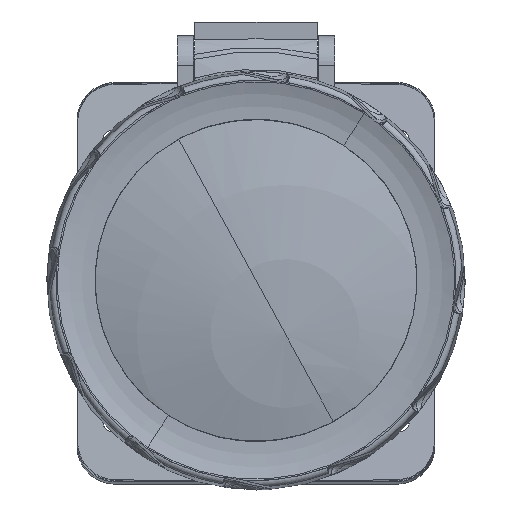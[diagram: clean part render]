
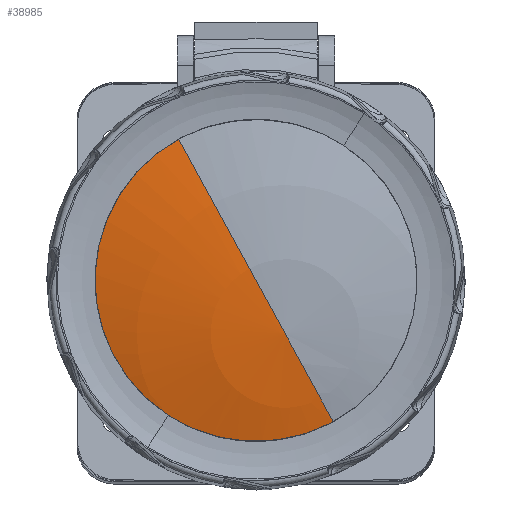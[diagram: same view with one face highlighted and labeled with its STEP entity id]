
A CAD part, top view. The second image highlights one B-rep face of the part: STEP entity #38985.
In plain terms, the highlighted spherical face has radius 132.466 mm.
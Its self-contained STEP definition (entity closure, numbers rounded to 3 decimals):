
#16448=CARTESIAN_POINT('',(0.,0.,-146.208));
#16449=DIRECTION('',(-0.878,-0.479,
0.));
#16450=DIRECTION('',(0.122,-0.224,0.967));
#16451=AXIS2_PLACEMENT_3D('',#16448,#16449,#16450);
#16453=CARTESIAN_POINT('',(0.,0.,-146.208));
#16454=DIRECTION('',(-0.878,-0.479,
0.));
#16455=DIRECTION('',(0.046,-0.085,0.995));
#16456=AXIS2_PLACEMENT_3D('',#16453,#16454,#16455);
#16458=CARTESIAN_POINT('',(0.,0.,-18.114));
#16459=DIRECTION('',(0.,0.,-1.));
#16460=DIRECTION('',(-0.545,-0.839,0.));
#16461=AXIS2_PLACEMENT_3D('',#16458,#16459,#16460);
#16463=CARTESIAN_POINT('',(0.,0.,-18.114));
#16464=DIRECTION('',(0.,0.,-1.));
#16465=DIRECTION('',(0.479,-0.878,0.));
#16466=AXIS2_PLACEMENT_3D('',#16463,#16464,#16465);
#16860=CARTESIAN_POINT('',(-16.181,29.618,
-18.114));
#16862=VERTEX_POINT('',#16860);
#16864=CARTESIAN_POINT('',(16.181,-29.618,
-18.114));
#16865=VERTEX_POINT('',#16864);
#16866=CARTESIAN_POINT('',(-18.382,-28.305,
-18.114));
#16867=VERTEX_POINT('',#16866);
#16868=CARTESIAN_POINT('',(6.128,-11.217,
-14.36));
#16869=VERTEX_POINT('',#16868);
#38974=CARTESIAN_POINT('',(0.,0.,-146.208));
#38975=DIRECTION('',(0.046,-0.085,0.995));
#38976=DIRECTION('',(0.477,-0.873,-0.096));
#38977=AXIS2_PLACEMENT_3D('',#38974,#38975,#38976);
#38978=SPHERICAL_SURFACE('',#38977,132.466);
#38979=ORIENTED_EDGE('',*,*,#38935,.T.);
#38980=ORIENTED_EDGE('',*,*,#38955,.F.);
#38981=ORIENTED_EDGE('',*,*,#38953,.F.);
#38982=ORIENTED_EDGE('',*,*,#38969,.T.);
#38983=EDGE_LOOP('',(#38979,#38980,#38981,#38982));
#38984=FACE_OUTER_BOUND('',#38983,.F.);
#38985=ADVANCED_FACE('',(#38984),#38978,.T.);
#16452=CIRCLE('',#16451,132.466);
#16457=CIRCLE('',#16456,132.466);
#16462=CIRCLE('',#16461,33.75);
#16467=CIRCLE('',#16466,33.75);
#38935=EDGE_CURVE('',#16867,#16862,#16462,.T.);
#38953=EDGE_CURVE('',#16865,#16869,#16452,.T.);
#38955=EDGE_CURVE('',#16869,#16862,#16457,.T.);
#38969=EDGE_CURVE('',#16865,#16867,#16467,.T.);
